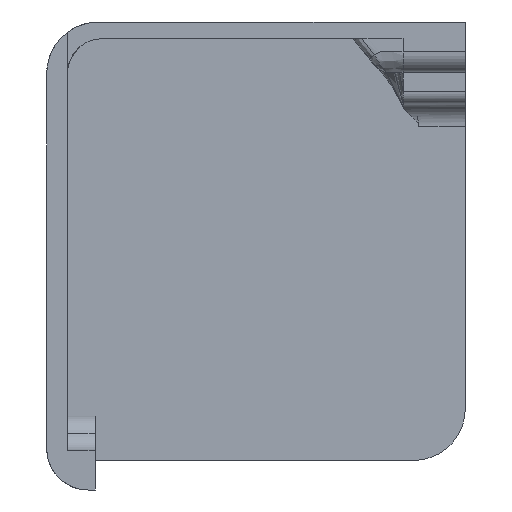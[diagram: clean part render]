
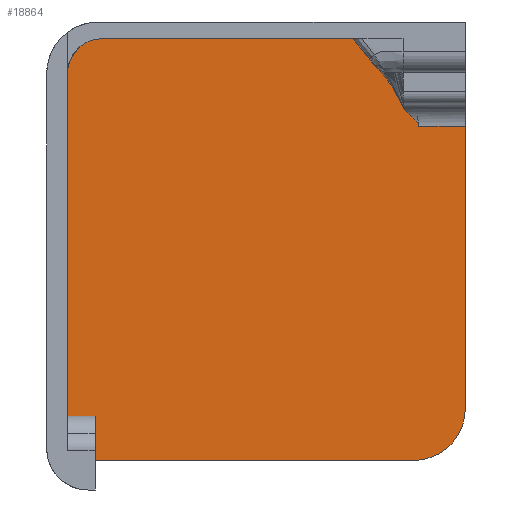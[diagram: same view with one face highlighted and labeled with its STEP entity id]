
A CAD part, front view. The second image highlights one B-rep face of the part: STEP entity #18864.
In plain terms, the highlighted planar face has unit normal (0, -1, 0).
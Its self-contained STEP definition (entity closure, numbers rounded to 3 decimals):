
#422=B_SPLINE_CURVE_WITH_KNOTS('',3,(#29986,#29987,#29988,#29989,#29990,
#29991),.UNSPECIFIED.,.F.,.F.,(4,2,4),(0.001,0.188,
0.189),.UNSPECIFIED.);
#423=B_SPLINE_CURVE_WITH_KNOTS('',3,(#29993,#29994,#29995,#29996,#29997),
 .UNSPECIFIED.,.F.,.F.,(4,1,4),(-1.204,-0.879,-0.867),
 .UNSPECIFIED.);
#424=B_SPLINE_CURVE_WITH_KNOTS('',3,(#30003,#30004,#30005,#30006,#30007,
#30008,#30009,#30010,#30011,#30012,#30013,#30014,#30015,#30016,#30017,#30018,
#30019,#30020,#30021,#30022,#30023,#30024,#30025,#30026,#30027),
 .UNSPECIFIED.,.F.,.F.,(4,3,3,3,3,3,3,3,4),(0.,0.008,0.016,
0.02,0.02,0.028,0.033,
0.041,0.046),.UNSPECIFIED.);
#1293=FACE_OUTER_BOUND('',#2239,.T.);
#2239=EDGE_LOOP('',(#15211,#15212,#15213,#15214,#15215,#15216,#15217,#15218,
#15219,#15220,#15221,#15222,#15223,#15224));
#2664=CIRCLE('',#19795,7.5);
#2679=CIRCLE('',#19825,5.);
#4466=LINE('',#29686,#6769);
#4479=LINE('',#29723,#6782);
#4482=LINE('',#29749,#6785);
#4501=LINE('',#29982,#6804);
#4502=LINE('',#29983,#6805);
#4503=LINE('',#29984,#6806);
#4504=LINE('',#29999,#6807);
#4505=LINE('',#30001,#6808);
#4506=LINE('',#30029,#6809);
#6769=VECTOR('',#23217,10.);
#6782=VECTOR('',#23252,10.);
#6785=VECTOR('',#23257,10.);
#6804=VECTOR('',#23330,10.);
#6805=VECTOR('',#23331,10.);
#6806=VECTOR('',#23332,10.);
#6807=VECTOR('',#23333,10.091);
#6808=VECTOR('',#23334,10.091);
#6809=VECTOR('',#23335,10.);
#8726=VERTEX_POINT('',#29683);
#8727=VERTEX_POINT('',#29685);
#8738=VERTEX_POINT('',#29716);
#8739=VERTEX_POINT('',#29718);
#8740=VERTEX_POINT('',#29722);
#8742=VERTEX_POINT('',#29728);
#8744=VERTEX_POINT('',#29748);
#8771=VERTEX_POINT('',#29981);
#8772=VERTEX_POINT('',#29985);
#8773=VERTEX_POINT('',#29992);
#8774=VERTEX_POINT('',#29998);
#8775=VERTEX_POINT('',#30000);
#8776=VERTEX_POINT('',#30002);
#8777=VERTEX_POINT('',#30028);
#11201=EDGE_CURVE('',#8727,#8726,#4466,.T.);
#11217=EDGE_CURVE('',#8738,#8739,#2664,.F.);
#11219=EDGE_CURVE('',#8739,#8740,#4479,.F.);
#11223=EDGE_CURVE('',#8742,#8744,#4482,.T.);
#11266=EDGE_CURVE('',#8771,#8727,#4501,.T.);
#11267=EDGE_CURVE('',#8740,#8726,#4502,.T.);
#11268=EDGE_CURVE('',#8738,#8744,#4503,.T.);
#11269=EDGE_CURVE('',#8772,#8742,#422,.F.);
#11270=EDGE_CURVE('',#8773,#8772,#423,.F.);
#11271=EDGE_CURVE('',#8773,#8774,#4504,.T.);
#11272=EDGE_CURVE('',#8774,#8775,#4505,.T.);
#11273=EDGE_CURVE('',#8775,#8776,#424,.T.);
#11274=EDGE_CURVE('',#8777,#8776,#4506,.T.);
#11275=EDGE_CURVE('',#8777,#8771,#2679,.T.);
#15211=ORIENTED_EDGE('',*,*,#11266,.T.);
#15212=ORIENTED_EDGE('',*,*,#11201,.T.);
#15213=ORIENTED_EDGE('',*,*,#11267,.F.);
#15214=ORIENTED_EDGE('',*,*,#11219,.F.);
#15215=ORIENTED_EDGE('',*,*,#11217,.F.);
#15216=ORIENTED_EDGE('',*,*,#11268,.T.);
#15217=ORIENTED_EDGE('',*,*,#11223,.F.);
#15218=ORIENTED_EDGE('',*,*,#11269,.F.);
#15219=ORIENTED_EDGE('',*,*,#11270,.F.);
#15220=ORIENTED_EDGE('',*,*,#11271,.T.);
#15221=ORIENTED_EDGE('',*,*,#11272,.T.);
#15222=ORIENTED_EDGE('',*,*,#11273,.T.);
#15223=ORIENTED_EDGE('',*,*,#11274,.F.);
#15224=ORIENTED_EDGE('',*,*,#11275,.T.);
#17995=PLANE('',#19824);
#18864=ADVANCED_FACE('',(#1293),#17995,.T.);
#19795=AXIS2_PLACEMENT_3D('',#29719,#23247,#23248);
#19824=AXIS2_PLACEMENT_3D('',#29980,#23328,#23329);
#19825=AXIS2_PLACEMENT_3D('',#30030,#23336,#23337);
#23217=DIRECTION('',(1.,0.,0.));
#23247=DIRECTION('center_axis',(0.,-1.,0.));
#23248=DIRECTION('ref_axis',(0.707,0.,-0.707));
#23252=DIRECTION('',(1.,0.,0.));
#23257=DIRECTION('',(1.,0.,0.));
#23328=DIRECTION('center_axis',(0.,-1.,0.));
#23329=DIRECTION('ref_axis',(0.,0.,1.));
#23330=DIRECTION('',(0.,0.,-1.));
#23331=DIRECTION('',(0.,0.,1.));
#23332=DIRECTION('',(0.,0.,1.));
#23333=DIRECTION('',(-0.607,0.,0.795));
#23334=DIRECTION('',(-0.607,0.,0.795));
#23335=DIRECTION('',(1.,0.,0.));
#23336=DIRECTION('center_axis',(0.,-1.,0.));
#23337=DIRECTION('ref_axis',(-0.707,0.,0.707));
#29683=CARTESIAN_POINT('',(-53.108,81.992,-126.489));
#29685=CARTESIAN_POINT('',(-57.108,81.992,-126.489));
#29686=CARTESIAN_POINT('',(-32.108,81.992,-126.489));
#29716=CARTESIAN_POINT('',(0.392,81.992,-124.414));
#29718=CARTESIAN_POINT('',(-7.108,81.992,-131.914));
#29719=CARTESIAN_POINT('Origin',(-7.108,81.992,-124.414));
#29722=CARTESIAN_POINT('',(-53.108,81.992,-131.914));
#29723=CARTESIAN_POINT('',(-7.108,81.992,-131.914));
#29728=CARTESIAN_POINT('',(-6.325,81.992,-83.603));
#29748=CARTESIAN_POINT('',(0.392,81.992,-83.603));
#29749=CARTESIAN_POINT('',(-7.608,81.992,-83.603));
#29980=CARTESIAN_POINT('Origin',(-7.108,81.992,-130.414));
#29981=CARTESIAN_POINT('',(-57.108,81.992,-75.946));
#29982=CARTESIAN_POINT('',(-57.108,81.992,-103.18));
#29983=CARTESIAN_POINT('',(-53.108,81.992,-117.451));
#29984=CARTESIAN_POINT('',(0.392,81.992,-89.439));
#29985=CARTESIAN_POINT('',(-6.601,81.992,-81.6));
#29986=CARTESIAN_POINT('Ctrl Pts',(-6.325,81.992,-83.603));
#29987=CARTESIAN_POINT('Ctrl Pts',(-6.402,81.992,-82.984));
#29988=CARTESIAN_POINT('Ctrl Pts',(-6.493,81.992,-82.269));
#29989=CARTESIAN_POINT('Ctrl Pts',(-6.599,81.992,-81.609));
#29990=CARTESIAN_POINT('Ctrl Pts',(-6.6,81.992,-81.605));
#29991=CARTESIAN_POINT('Ctrl Pts',(-6.601,81.992,-81.6));
#29992=CARTESIAN_POINT('',(-8.608,81.992,-78.969));
#29993=CARTESIAN_POINT('Ctrl Pts',(-6.601,81.992,-81.6));
#29994=CARTESIAN_POINT('Ctrl Pts',(-7.24,81.992,-80.762));
#29995=CARTESIAN_POINT('Ctrl Pts',(-7.908,81.992,-79.886));
#29996=CARTESIAN_POINT('Ctrl Pts',(-8.584,81.992,-79.));
#29997=CARTESIAN_POINT('Ctrl Pts',(-8.608,81.992,-78.969));
#29998=CARTESIAN_POINT('',(-10.97,81.992,-75.873));
#29999=CARTESIAN_POINT('',(-8.608,81.992,-78.969));
#30000=CARTESIAN_POINT('',(-14.578,81.992,-71.143));
#30001=CARTESIAN_POINT('',(-8.608,81.992,-78.969));
#30002=CARTESIAN_POINT('',(-14.976,81.992,-70.946));
#30003=CARTESIAN_POINT('Ctrl Pts',(-14.578,81.992,-71.143));
#30004=CARTESIAN_POINT('Ctrl Pts',(-14.594,81.992,-71.122));
#30005=CARTESIAN_POINT('Ctrl Pts',(-14.612,81.992,-71.102));
#30006=CARTESIAN_POINT('Ctrl Pts',(-14.631,81.992,-71.084));
#30007=CARTESIAN_POINT('Ctrl Pts',(-14.65,81.992,-71.066));
#30008=CARTESIAN_POINT('Ctrl Pts',(-14.67,81.992,-71.05));
#30009=CARTESIAN_POINT('Ctrl Pts',(-14.692,81.992,-71.035));
#30010=CARTESIAN_POINT('Ctrl Pts',(-14.702,81.992,-71.028));
#30011=CARTESIAN_POINT('Ctrl Pts',(-14.712,81.992,-71.021));
#30012=CARTESIAN_POINT('Ctrl Pts',(-14.723,81.992,-71.014));
#30013=CARTESIAN_POINT('Ctrl Pts',(-14.724,81.992,-71.014));
#30014=CARTESIAN_POINT('Ctrl Pts',(-14.724,81.992,-71.014));
#30015=CARTESIAN_POINT('Ctrl Pts',(-14.725,81.992,-71.013));
#30016=CARTESIAN_POINT('Ctrl Pts',(-14.748,81.992,-71.));
#30017=CARTESIAN_POINT('Ctrl Pts',(-14.772,81.992,-70.989));
#30018=CARTESIAN_POINT('Ctrl Pts',(-14.796,81.992,-70.979));
#30019=CARTESIAN_POINT('Ctrl Pts',(-14.812,81.992,-70.973));
#30020=CARTESIAN_POINT('Ctrl Pts',(-14.829,81.992,-70.968));
#30021=CARTESIAN_POINT('Ctrl Pts',(-14.845,81.992,-70.964));
#30022=CARTESIAN_POINT('Ctrl Pts',(-14.87,81.992,-70.957));
#30023=CARTESIAN_POINT('Ctrl Pts',(-14.896,81.992,-70.952));
#30024=CARTESIAN_POINT('Ctrl Pts',(-14.923,81.992,-70.949));
#30025=CARTESIAN_POINT('Ctrl Pts',(-14.94,81.992,-70.947));
#30026=CARTESIAN_POINT('Ctrl Pts',(-14.958,81.992,-70.946));
#30027=CARTESIAN_POINT('Ctrl Pts',(-14.976,81.992,-70.946));
#30028=CARTESIAN_POINT('',(-52.108,81.992,-70.946));
#30029=CARTESIAN_POINT('',(-18.483,81.992,-70.946));
#30030=CARTESIAN_POINT('Origin',(-52.108,81.992,-75.946));
